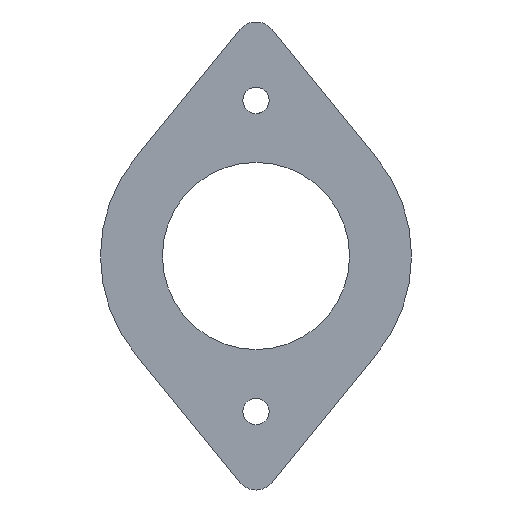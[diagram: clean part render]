
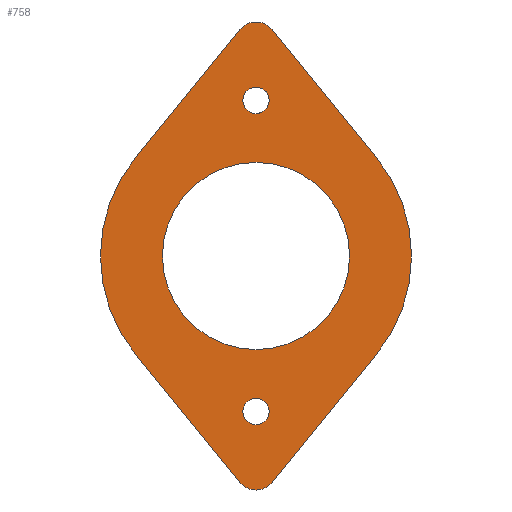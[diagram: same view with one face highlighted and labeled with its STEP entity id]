
A CAD part, left-side view. The second image highlights one B-rep face of the part: STEP entity #758.
In plain terms, the highlighted planar face has unit normal (-1, 0, 0).
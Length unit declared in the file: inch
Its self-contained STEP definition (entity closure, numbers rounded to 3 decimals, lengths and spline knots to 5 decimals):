
#69 = ORIENTED_EDGE ( 'NONE', *, *, #3263, .F. ) ;
#75 = ORIENTED_EDGE ( 'NONE', *, *, #2818, .T. ) ;
#137 = VERTEX_POINT ( 'NONE', #2598 ) ;
#147 = DIRECTION ( 'NONE',  ( 0., 0., 1. ) ) ;
#184 = VERTEX_POINT ( 'NONE', #1565 ) ;
#215 = ORIENTED_EDGE ( 'NONE', *, *, #3658, .F. ) ;
#238 = CARTESIAN_POINT ( 'NONE',  ( -0.75, -3.66525, -2.98947 ) ) ;
#313 = FACE_BOUND ( 'NONE', #3462, .T. ) ;
#323 = CARTESIAN_POINT ( 'NONE',  ( -0.75, -0.09687, -7.36451 ) ) ;
#352 = CARTESIAN_POINT ( 'NONE',  ( -0.75, 0., -7.2855 ) ) ;
#435 = AXIS2_PLACEMENT_3D ( 'NONE', #3180, #2802, #882 ) ;
#472 = DIRECTION ( 'NONE',  ( -1., 0., 0. ) ) ;
#499 = VERTEX_POINT ( 'NONE', #3680 ) ;
#503 = CIRCLE ( 'NONE', #1388, 0.0795 ) ;
#515 = VECTOR ( 'NONE', #3347, 39.37008 ) ;
#527 = CARTESIAN_POINT ( 'NONE',  ( -0.75, 0., -6.9375 ) ) ;
#530 = CARTESIAN_POINT ( 'NONE',  ( -0.75, 0., -7.017 ) ) ;
#564 = VERTEX_POINT ( 'NONE', #3338 ) ;
#565 = CARTESIAN_POINT ( 'NONE',  ( -0.75, 0., -5.142 ) ) ;
#573 = VECTOR ( 'NONE', #2538, 39.37008 ) ;
#586 = VERTEX_POINT ( 'NONE', #1114 ) ;
#594 = CIRCLE ( 'NONE', #1334, 0.9375 ) ;
#640 = CIRCLE ( 'NONE', #2284, 0.125 ) ;
#645 = CARTESIAN_POINT ( 'NONE',  ( -0.75, 3.66525, -2.98947 ) ) ;
#651 = ORIENTED_EDGE ( 'NONE', *, *, #1240, .T. ) ;
#652 = FACE_BOUND ( 'NONE', #3918, .T. ) ;
#672 = EDGE_CURVE ( 'NONE', #2535, #1175, #3886, .T. ) ;
#694 = VECTOR ( 'NONE', #3782, 39.37008 ) ;
#716 = AXIS2_PLACEMENT_3D ( 'NONE', #352, #1951, #1310 ) ;
#758 = ADVANCED_FACE ( 'NONE', ( #313, #1908, #2282, #652 ), #3938, .T. ) ;
#765 = ORIENTED_EDGE ( 'NONE', *, *, #672, .F. ) ;
#805 = CARTESIAN_POINT ( 'NONE',  ( -0.75, 0.72649, -6.59255 ) ) ;
#809 = EDGE_LOOP ( 'NONE', ( #2663, #765 ) ) ;
#863 = EDGE_CURVE ( 'NONE', #879, #3791, #594, .T. ) ;
#879 = VERTEX_POINT ( 'NONE', #2335 ) ;
#882 = DIRECTION ( 'NONE',  ( 0., 0., 1. ) ) ;
#893 = CARTESIAN_POINT ( 'NONE',  ( -0.75, 0., -5.0625 ) ) ;
#935 = DIRECTION ( 'NONE',  ( 1., 0., 0. ) ) ;
#944 = DIRECTION ( 'NONE',  ( -1., 0., 0. ) ) ;
#968 = VERTEX_POINT ( 'NONE', #1355 ) ;
#1022 = VERTEX_POINT ( 'NONE', #1238 ) ;
#1033 = LINE ( 'NONE', #3574, #515 ) ;
#1087 = DIRECTION ( 'NONE',  ( -1., 0., 0. ) ) ;
#1099 = AXIS2_PLACEMENT_3D ( 'NONE', #893, #935, #1919 ) ;
#1104 = CIRCLE ( 'NONE', #2561, 0.564 ) ;
#1114 = CARTESIAN_POINT ( 'NONE',  ( -0.75, 0., -7.4105 ) ) ;
#1153 = DIRECTION ( 'NONE',  ( -1., 0., 0. ) ) ;
#1175 = VERTEX_POINT ( 'NONE', #530 ) ;
#1185 = DIRECTION ( 'NONE',  ( 0., 0., 1. ) ) ;
#1238 = CARTESIAN_POINT ( 'NONE',  ( -0.75, 0., -6.564 ) ) ;
#1240 = EDGE_CURVE ( 'NONE', #499, #586, #3816, .T. ) ;
#1251 = CIRCLE ( 'NONE', #1099, 0.0795 ) ;
#1298 = CARTESIAN_POINT ( 'NONE',  ( -0.75, -0.72649, -5.40745 ) ) ;
#1310 = DIRECTION ( 'NONE',  ( 0., 0., 1. ) ) ;
#1323 = CARTESIAN_POINT ( 'NONE',  ( -0.75, 0., -6. ) ) ;
#1332 = ORIENTED_EDGE ( 'NONE', *, *, #2930, .T. ) ;
#1334 = AXIS2_PLACEMENT_3D ( 'NONE', #3293, #1087, #2708 ) ;
#1355 = CARTESIAN_POINT ( 'NONE',  ( -0.75, 0., -5.436 ) ) ;
#1388 = AXIS2_PLACEMENT_3D ( 'NONE', #3741, #472, #147 ) ;
#1421 = VERTEX_POINT ( 'NONE', #2995 ) ;
#1441 = LINE ( 'NONE', #2749, #1916 ) ;
#1501 = ORIENTED_EDGE ( 'NONE', *, *, #2579, .F. ) ;
#1565 = CARTESIAN_POINT ( 'NONE',  ( -0.75, 0.09687, -4.63549 ) ) ;
#1613 = DIRECTION ( 'NONE',  ( 1., 0., 0. ) ) ;
#1730 = EDGE_CURVE ( 'NONE', #564, #184, #1441, .T. ) ;
#1823 = DIRECTION ( 'NONE',  ( -1., 0., 0. ) ) ;
#1847 = DIRECTION ( 'NONE',  ( -1., 0., 0. ) ) ;
#1899 = DIRECTION ( 'NONE',  ( 1., 0., 0. ) ) ;
#1908 = FACE_BOUND ( 'NONE', #809, .T. ) ;
#1916 = VECTOR ( 'NONE', #3788, 39.37008 ) ;
#1919 = DIRECTION ( 'NONE',  ( 0., 0., 1. ) ) ;
#1951 = DIRECTION ( 'NONE',  ( -1., 0., 0. ) ) ;
#1954 = CARTESIAN_POINT ( 'NONE',  ( -0.75, 0., 0. ) ) ;
#1962 = DIRECTION ( 'NONE',  ( -1., 0., 0. ) ) ;
#1972 = ORIENTED_EDGE ( 'NONE', *, *, #2155, .T. ) ;
#2012 = AXIS2_PLACEMENT_3D ( 'NONE', #1954, #944, #3274 ) ;
#2123 = EDGE_CURVE ( 'NONE', #586, #3046, #640, .T. ) ;
#2155 = EDGE_CURVE ( 'NONE', #564, #4038, #3994, .T. ) ;
#2282 = FACE_OUTER_BOUND ( 'NONE', #2385, .T. ) ;
#2284 = AXIS2_PLACEMENT_3D ( 'NONE', #2455, #1847, #3772 ) ;
#2322 = ORIENTED_EDGE ( 'NONE', *, *, #2610, .T. ) ;
#2324 = CARTESIAN_POINT ( 'NONE',  ( -0.75, 0., -4.7145 ) ) ;
#2335 = CARTESIAN_POINT ( 'NONE',  ( -0.75, -0.72649, -6.59255 ) ) ;
#2360 = EDGE_CURVE ( 'NONE', #1175, #2535, #503, .T. ) ;
#2385 = EDGE_LOOP ( 'NONE', ( #2521, #1972, #3961, #651, #2395, #2322, #2821, #3823, #215 ) ) ;
#2395 = ORIENTED_EDGE ( 'NONE', *, *, #2123, .T. ) ;
#2411 = CIRCLE ( 'NONE', #4010, 0.125 ) ;
#2428 = AXIS2_PLACEMENT_3D ( 'NONE', #527, #1823, #1185 ) ;
#2455 = CARTESIAN_POINT ( 'NONE',  ( -0.75, 0., -7.2855 ) ) ;
#2465 = DIRECTION ( 'NONE',  ( 0., 0., 1. ) ) ;
#2521 = ORIENTED_EDGE ( 'NONE', *, *, #1730, .F. ) ;
#2535 = VERTEX_POINT ( 'NONE', #2537 ) ;
#2537 = CARTESIAN_POINT ( 'NONE',  ( -0.75, 0., -6.858 ) ) ;
#2538 = DIRECTION ( 'NONE',  ( 0., -0.632, -0.775 ) ) ;
#2561 = AXIS2_PLACEMENT_3D ( 'NONE', #1323, #1962, #3910 ) ;
#2579 = EDGE_CURVE ( 'NONE', #1022, #968, #3454, .T. ) ;
#2598 = CARTESIAN_POINT ( 'NONE',  ( -0.75, 0., -4.983 ) ) ;
#2610 = EDGE_CURVE ( 'NONE', #3046, #879, #4150, .T. ) ;
#2663 = ORIENTED_EDGE ( 'NONE', *, *, #2360, .F. ) ;
#2708 = DIRECTION ( 'NONE',  ( 0., 0., 1. ) ) ;
#2749 = CARTESIAN_POINT ( 'NONE',  ( -0.75, -2.21226, -1.80437 ) ) ;
#2750 = CIRCLE ( 'NONE', #3860, 0.0795 ) ;
#2758 = EDGE_CURVE ( 'NONE', #4038, #499, #3912, .T. ) ;
#2802 = DIRECTION ( 'NONE',  ( -1., 0., 0. ) ) ;
#2818 = EDGE_CURVE ( 'NONE', #3998, #137, #1251, .T. ) ;
#2821 = ORIENTED_EDGE ( 'NONE', *, *, #863, .T. ) ;
#2929 = DIRECTION ( 'NONE',  ( 0., 0., 1. ) ) ;
#2930 = EDGE_CURVE ( 'NONE', #137, #3998, #2750, .T. ) ;
#2995 = CARTESIAN_POINT ( 'NONE',  ( -0.75, -0.09687, -4.63549 ) ) ;
#3027 = AXIS2_PLACEMENT_3D ( 'NONE', #3208, #1153, #2465 ) ;
#3046 = VERTEX_POINT ( 'NONE', #323 ) ;
#3180 = CARTESIAN_POINT ( 'NONE',  ( -0.75, 0., -6. ) ) ;
#3208 = CARTESIAN_POINT ( 'NONE',  ( -0.75, 0., -6. ) ) ;
#3263 = EDGE_CURVE ( 'NONE', #968, #1022, #1104, .T. ) ;
#3274 = DIRECTION ( 'NONE',  ( 0., 0., 1. ) ) ;
#3293 = CARTESIAN_POINT ( 'NONE',  ( -0.75, 0., -6. ) ) ;
#3338 = CARTESIAN_POINT ( 'NONE',  ( -0.75, 0.72649, -5.40745 ) ) ;
#3347 = DIRECTION ( 'NONE',  ( 0., -0.632, -0.775 ) ) ;
#3454 = CIRCLE ( 'NONE', #3027, 0.564 ) ;
#3462 = EDGE_LOOP ( 'NONE', ( #75, #1332 ) ) ;
#3571 = DIRECTION ( 'NONE',  ( 0., 0., 1. ) ) ;
#3574 = CARTESIAN_POINT ( 'NONE',  ( -0.75, 2.21226, -1.80437 ) ) ;
#3658 = EDGE_CURVE ( 'NONE', #184, #1421, #2411, .T. ) ;
#3680 = CARTESIAN_POINT ( 'NONE',  ( -0.75, 0.09687, -7.36451 ) ) ;
#3708 = EDGE_CURVE ( 'NONE', #1421, #3791, #1033, .T. ) ;
#3741 = CARTESIAN_POINT ( 'NONE',  ( -0.75, 0., -6.9375 ) ) ;
#3772 = DIRECTION ( 'NONE',  ( 0., 0., 1. ) ) ;
#3782 = DIRECTION ( 'NONE',  ( 0., -0.632, 0.775 ) ) ;
#3788 = DIRECTION ( 'NONE',  ( 0., -0.632, 0.775 ) ) ;
#3791 = VERTEX_POINT ( 'NONE', #1298 ) ;
#3816 = CIRCLE ( 'NONE', #716, 0.125 ) ;
#3823 = ORIENTED_EDGE ( 'NONE', *, *, #3708, .F. ) ;
#3860 = AXIS2_PLACEMENT_3D ( 'NONE', #3892, #1899, #3571 ) ;
#3886 = CIRCLE ( 'NONE', #2428, 0.0795 ) ;
#3892 = CARTESIAN_POINT ( 'NONE',  ( -0.75, 0., -5.0625 ) ) ;
#3910 = DIRECTION ( 'NONE',  ( 0., 0., 1. ) ) ;
#3912 = LINE ( 'NONE', #645, #573 ) ;
#3918 = EDGE_LOOP ( 'NONE', ( #1501, #69 ) ) ;
#3938 = PLANE ( 'NONE',  #2012 ) ;
#3961 = ORIENTED_EDGE ( 'NONE', *, *, #2758, .T. ) ;
#3994 = CIRCLE ( 'NONE', #435, 0.9375 ) ;
#3998 = VERTEX_POINT ( 'NONE', #565 ) ;
#4010 = AXIS2_PLACEMENT_3D ( 'NONE', #2324, #1613, #2929 ) ;
#4038 = VERTEX_POINT ( 'NONE', #805 ) ;
#4150 = LINE ( 'NONE', #238, #694 ) ;
